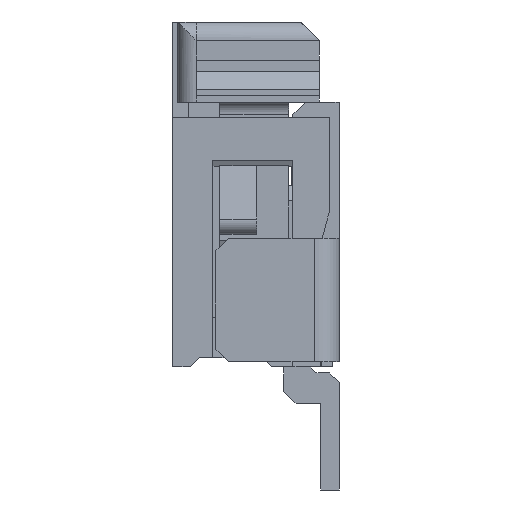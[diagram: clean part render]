
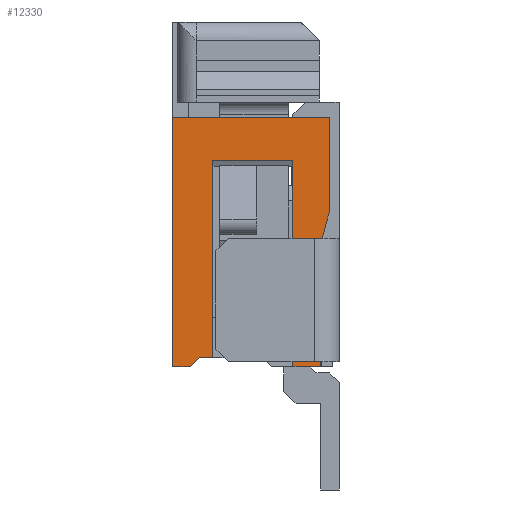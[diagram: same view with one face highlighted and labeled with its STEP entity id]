
A CAD part, left-side view. The second image highlights one B-rep face of the part: STEP entity #12330.
In plain terms, the highlighted planar face has unit normal (-1, 0, 0).
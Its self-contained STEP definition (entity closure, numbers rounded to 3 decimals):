
#1=DIRECTION('',(0.,1.,0.));
#2=VECTOR('',#1,0.22);
#3=CARTESIAN_POINT('',(-11.85,0.7,-2.65));
#4=LINE('',#3,#2);
#5=DIRECTION('',(0.,-0.707,0.707));
#6=VECTOR('',#5,0.212);
#7=CARTESIAN_POINT('',(-11.85,1.07,-2.8));
#8=LINE('',#7,#6);
#9=DIRECTION('',(0.,1.,0.));
#10=VECTOR('',#9,0.28);
#11=CARTESIAN_POINT('',(-11.85,1.07,-2.8));
#12=LINE('',#11,#10);
#13=DIRECTION('',(0.,0.,1.));
#14=VECTOR('',#13,4.05);
#15=CARTESIAN_POINT('',(-11.85,1.35,-2.8));
#16=LINE('',#15,#14);
#17=DIRECTION('',(0.,0.,-1.));
#18=VECTOR('',#17,1.5);
#19=CARTESIAN_POINT('',(-11.85,-1.2,1.25));
#20=LINE('',#19,#18);
#21=DIRECTION('',(0.,-0.263,0.965));
#22=VECTOR('',#21,0.57);
#23=CARTESIAN_POINT('',(-11.85,-1.05,-0.8));
#24=LINE('',#23,#22);
#25=DIRECTION('',(0.,0.,1.));
#26=VECTOR('',#25,2.);
#27=CARTESIAN_POINT('',(-11.85,-1.05,-2.8));
#28=LINE('',#27,#26);
#29=DIRECTION('',(0.,1.,0.));
#30=VECTOR('',#29,0.45);
#31=CARTESIAN_POINT('',(-11.85,-1.05,-2.8));
#32=LINE('',#31,#30);
#33=DIRECTION('',(0.,0.,1.));
#34=VECTOR('',#33,3.35);
#35=CARTESIAN_POINT('',(-11.85,-0.6,-2.8));
#36=LINE('',#35,#34);
#37=DIRECTION('',(0.,1.,0.));
#38=VECTOR('',#37,1.3);
#39=CARTESIAN_POINT('',(-11.85,-0.6,0.55));
#40=LINE('',#39,#38);
#41=DIRECTION('',(0.,0.,1.));
#42=VECTOR('',#41,3.2);
#43=CARTESIAN_POINT('',(-11.85,0.7,-2.65));
#44=LINE('',#43,#42);
#2195=DIRECTION('',(0.,1.,0.));
#2196=VECTOR('',#2195,2.55);
#2197=CARTESIAN_POINT('',(-11.85,-1.2,1.25));
#2198=LINE('',#2197,#2196);
#9293=CARTESIAN_POINT('',(-11.85,1.35,-2.8));
#9295=VERTEX_POINT('',#9293);
#9311=CARTESIAN_POINT('',(-11.85,1.35,1.25));
#9312=VERTEX_POINT('',#9311);
#9499=CARTESIAN_POINT('',(-11.85,-1.05,-2.8));
#9501=VERTEX_POINT('',#9499);
#9527=CARTESIAN_POINT('',(-11.85,-1.2,1.25));
#9529=VERTEX_POINT('',#9527);
#9535=CARTESIAN_POINT('',(-11.85,-1.05,-0.8));
#9536=CARTESIAN_POINT('',(-11.85,-1.2,-0.25));
#9537=VERTEX_POINT('',#9535);
#9538=VERTEX_POINT('',#9536);
#9559=CARTESIAN_POINT('',(-11.85,1.07,-2.8));
#9560=CARTESIAN_POINT('',(-11.85,0.92,-2.65));
#9561=VERTEX_POINT('',#9559);
#9562=VERTEX_POINT('',#9560);
#9567=CARTESIAN_POINT('',(-11.85,0.7,-2.65));
#9568=VERTEX_POINT('',#9567);
#9575=CARTESIAN_POINT('',(-11.85,-0.6,-2.8));
#9576=VERTEX_POINT('',#9575);
#9597=CARTESIAN_POINT('',(-11.85,-0.6,0.55));
#9598=VERTEX_POINT('',#9597);
#9657=CARTESIAN_POINT('',(-11.85,0.7,0.55));
#9658=VERTEX_POINT('',#9657);
#12299=CARTESIAN_POINT('',(-11.85,0.,0.));
#12300=DIRECTION('',(1.,0.,0.));
#12301=DIRECTION('',(0.,0.,-1.));
#12302=AXIS2_PLACEMENT_3D('',#12299,#12300,#12301);
#12303=PLANE('',#12302);
#12305=ORIENTED_EDGE('',*,*,#12304,.T.);
#12307=ORIENTED_EDGE('',*,*,#12306,.F.);
#12309=ORIENTED_EDGE('',*,*,#12308,.T.);
#12311=ORIENTED_EDGE('',*,*,#12310,.T.);
#12313=ORIENTED_EDGE('',*,*,#12312,.F.);
#12315=ORIENTED_EDGE('',*,*,#12314,.T.);
#12317=ORIENTED_EDGE('',*,*,#12316,.F.);
#12319=ORIENTED_EDGE('',*,*,#12318,.F.);
#12321=ORIENTED_EDGE('',*,*,#12320,.T.);
#12323=ORIENTED_EDGE('',*,*,#12322,.T.);
#12325=ORIENTED_EDGE('',*,*,#12324,.T.);
#12327=ORIENTED_EDGE('',*,*,#12326,.F.);
#12328=EDGE_LOOP('',(#12305,#12307,#12309,#12311,#12313,#12315,#12317,#12319,
#12321,#12323,#12325,#12327));
#12329=FACE_OUTER_BOUND('',#12328,.F.);
#12330=ADVANCED_FACE('',(#12329),#12303,.F.);
#12304=EDGE_CURVE('',#9568,#9562,#4,.T.);
#12306=EDGE_CURVE('',#9561,#9562,#8,.T.);
#12308=EDGE_CURVE('',#9561,#9295,#12,.T.);
#12310=EDGE_CURVE('',#9295,#9312,#16,.T.);
#12312=EDGE_CURVE('',#9529,#9312,#2198,.T.);
#12314=EDGE_CURVE('',#9529,#9538,#20,.T.);
#12316=EDGE_CURVE('',#9537,#9538,#24,.T.);
#12318=EDGE_CURVE('',#9501,#9537,#28,.T.);
#12320=EDGE_CURVE('',#9501,#9576,#32,.T.);
#12322=EDGE_CURVE('',#9576,#9598,#36,.T.);
#12324=EDGE_CURVE('',#9598,#9658,#40,.T.);
#12326=EDGE_CURVE('',#9568,#9658,#44,.T.);
